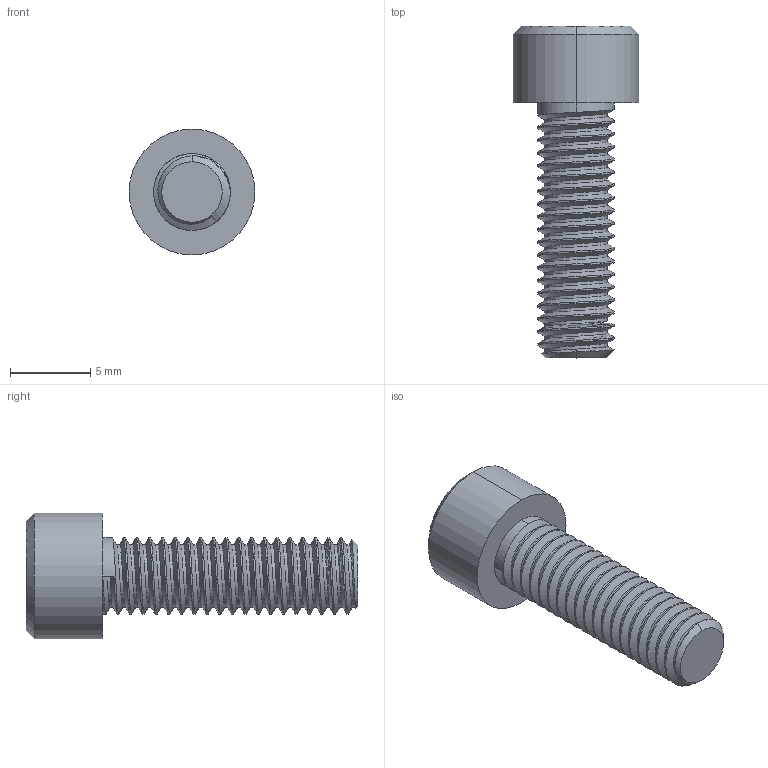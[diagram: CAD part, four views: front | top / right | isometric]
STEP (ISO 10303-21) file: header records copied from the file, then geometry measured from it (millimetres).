
FILE_DESCRIPTION (( 'STEP AP214' ), '1' );
FILE_NAME ('SHCS 10-32 x 0.625.step', '2018-12-20T18:45:28', ( '' ), ( '' ), 'SwSTEP 2.0', 'SolidWorks 2018', '' );
FILE_SCHEMA (( 'AUTOMOTIVE_DESIGN' ));
Length unit declared in the file: inch
Products named in the file (1): SHCS 10-32 x 0.625
Bounding box: 7.82 x 20.65 x 7.82 mm (x, y, z)
Volume: 419.8 mm3; surface area: 581.7 mm2
Topology: 1 solids, 1 shells, 67 faces, 179 edges, 116 vertices
Faces by surface type: cylinder 42, plane 18, cone 4, bspline 3
Entity records: 5827 total; most frequent: CARTESIAN_POINT 4345, ORIENTED_EDGE 358, DIRECTION 230, EDGE_CURVE 179, VERTEX_POINT 116, AXIS2_PLACEMENT_3D 77, LINE 76, VECTOR 76
